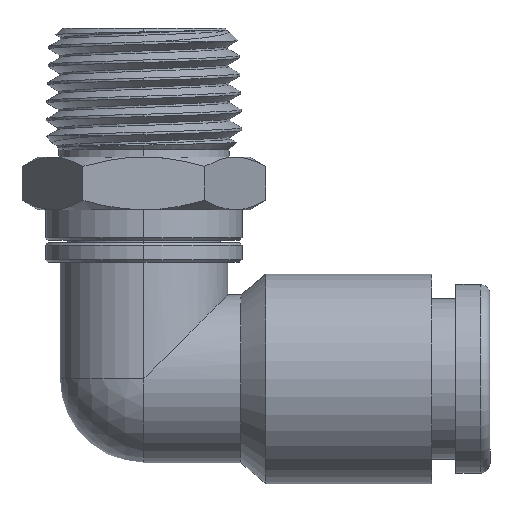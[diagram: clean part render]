
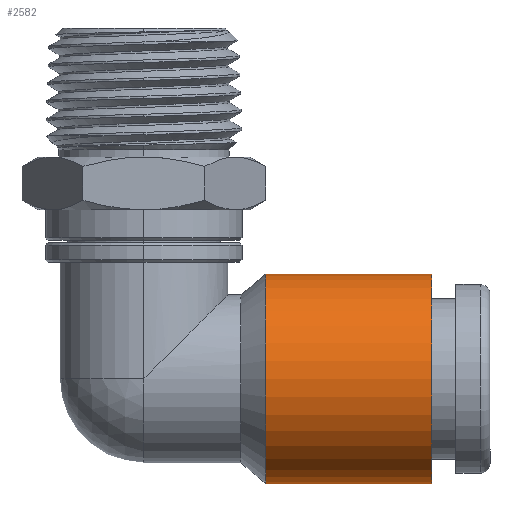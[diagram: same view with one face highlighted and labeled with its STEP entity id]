
A CAD part, left-side view. The second image highlights one B-rep face of the part: STEP entity #2582.
In plain terms, the highlighted cylindrical face has radius 5.461 mm (diameter 10.922 mm), a partial arc.
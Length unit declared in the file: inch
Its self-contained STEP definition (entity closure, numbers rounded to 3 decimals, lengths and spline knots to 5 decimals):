
#17 = LINE ( 'NONE', #2011, #268 ) ;
#157 = VECTOR ( 'NONE', #1954, 39.37008 ) ;
#161 = CIRCLE ( 'NONE', #625, 0.215 ) ;
#268 = VECTOR ( 'NONE', #2009, 39.37008 ) ;
#276 = EDGE_LOOP ( 'NONE', ( #3431, #3425, #3421, #3428 ) ) ;
#361 = CIRCLE ( 'NONE', #598, 0.215 ) ;
#511 = LINE ( 'NONE', #1943, #157 ) ;
#598 = AXIS2_PLACEMENT_3D ( 'NONE', #3779, #3778, #3777 ) ;
#625 = AXIS2_PLACEMENT_3D ( 'NONE', #3294, #3289, #3288 ) ;
#691 = AXIS2_PLACEMENT_3D ( 'NONE', #3325, #3344, #3322 ) ;
#1169 = EDGE_CURVE ( 'NONE', #4315, #4294, #361, .T. ) ;
#1193 = EDGE_CURVE ( 'NONE', #4294, #4307, #17, .T. ) ;
#1197 = EDGE_CURVE ( 'NONE', #4315, #4297, #511, .T. ) ;
#1231 = EDGE_CURVE ( 'NONE', #4297, #4307, #161, .T. ) ;
#1299 = CARTESIAN_POINT ( 'NONE',  ( 0., -0.59, -0.5039 ) ) ;
#1301 = CARTESIAN_POINT ( 'NONE',  ( 0., -0.59, -0.9339 ) ) ;
#1311 = CARTESIAN_POINT ( 'NONE',  ( 0., -0.25003, -0.5039 ) ) ;
#1318 = CARTESIAN_POINT ( 'NONE',  ( 0., -0.25003, -0.9339 ) ) ;
#1943 = CARTESIAN_POINT ( 'NONE',  ( 0., 0., -0.9339 ) ) ;
#1954 = DIRECTION ( 'NONE',  ( 0., 1., 0. ) ) ;
#2009 = DIRECTION ( 'NONE',  ( 0., 1., 0. ) ) ;
#2011 = CARTESIAN_POINT ( 'NONE',  ( 0., 0., -0.5039 ) ) ;
#2582 = ADVANCED_FACE ( 'NONE', ( #2742 ), #2760, .T. ) ;
#2742 = FACE_OUTER_BOUND ( 'NONE', #276, .T. ) ;
#2760 = CYLINDRICAL_SURFACE ( 'NONE', #691, 0.215 ) ;
#3288 = DIRECTION ( 'NONE',  ( 0., 0., 1. ) ) ;
#3289 = DIRECTION ( 'NONE',  ( 0., 1., 0. ) ) ;
#3294 = CARTESIAN_POINT ( 'NONE',  ( 0., -0.25003, -0.7189 ) ) ;
#3322 = DIRECTION ( 'NONE',  ( 0., 0., 1. ) ) ;
#3325 = CARTESIAN_POINT ( 'NONE',  ( 0., 0., -0.7189 ) ) ;
#3344 = DIRECTION ( 'NONE',  ( 0., 1., 0. ) ) ;
#3421 = ORIENTED_EDGE ( 'NONE', *, *, #1193, .T. ) ;
#3425 = ORIENTED_EDGE ( 'NONE', *, *, #1169, .T. ) ;
#3428 = ORIENTED_EDGE ( 'NONE', *, *, #1231, .F. ) ;
#3431 = ORIENTED_EDGE ( 'NONE', *, *, #1197, .F. ) ;
#3777 = DIRECTION ( 'NONE',  ( 0., 0., 1. ) ) ;
#3778 = DIRECTION ( 'NONE',  ( 0., 1., 0. ) ) ;
#3779 = CARTESIAN_POINT ( 'NONE',  ( 0., -0.59, -0.7189 ) ) ;
#4294 = VERTEX_POINT ( 'NONE', #1299 ) ;
#4297 = VERTEX_POINT ( 'NONE', #1318 ) ;
#4307 = VERTEX_POINT ( 'NONE', #1311 ) ;
#4315 = VERTEX_POINT ( 'NONE', #1301 ) ;
